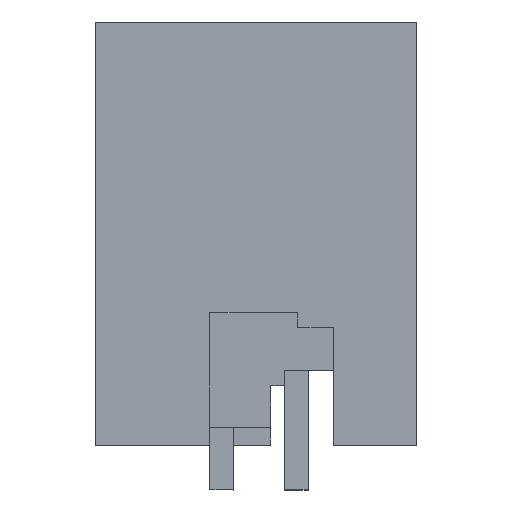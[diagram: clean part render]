
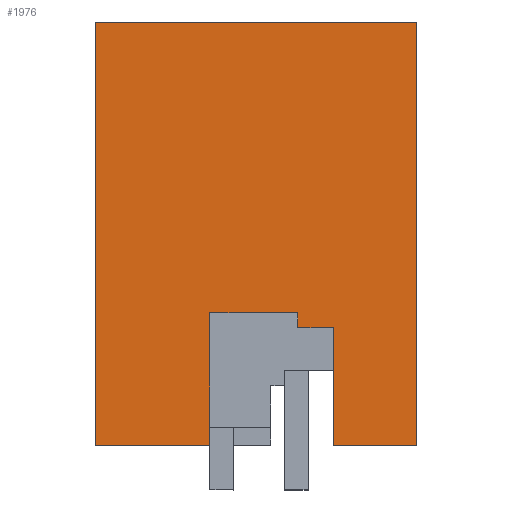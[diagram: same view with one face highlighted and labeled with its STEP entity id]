
A CAD part, left-side view. The second image highlights one B-rep face of the part: STEP entity #1976.
In plain terms, the highlighted planar face has unit normal (-1, 0, 0).
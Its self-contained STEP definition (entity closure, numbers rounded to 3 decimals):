
#1922=AXIS2_PLACEMENT_3D('Plane Axis2P3D',#1919,#1920,#1921) ;
#183=CARTESIAN_POINT('Vertex',(0.,10.8,15.7)) ;
#186=CARTESIAN_POINT('Line Origine',(0.,5.4,15.7)) ;
#190=CARTESIAN_POINT('Vertex',(0.,0.,15.7)) ;
#903=CARTESIAN_POINT('Vertex',(0.,0.,1.5)) ;
#906=CARTESIAN_POINT('Line Origine',(0.,0.,8.6)) ;
#923=CARTESIAN_POINT('Line Origine',(0.,1.4,1.5)) ;
#927=CARTESIAN_POINT('Vertex',(0.,2.8,1.5)) ;
#1269=CARTESIAN_POINT('Vertex',(0.,10.8,1.5)) ;
#1272=CARTESIAN_POINT('Line Origine',(0.,10.8,8.6)) ;
#1919=CARTESIAN_POINT('Axis2P3D Location',(0.,10.8,10.7)) ;
#1924=CARTESIAN_POINT('Line Origine',(0.,8.875,1.5)) ;
#1928=CARTESIAN_POINT('Vertex',(0.,6.95,1.5)) ;
#1931=CARTESIAN_POINT('Line Origine',(0.,6.95,3.725)) ;
#1935=CARTESIAN_POINT('Vertex',(0.,6.95,5.95)) ;
#1938=CARTESIAN_POINT('Line Origine',(0.,5.475,5.95)) ;
#1942=CARTESIAN_POINT('Vertex',(0.,4.,5.95)) ;
#1945=CARTESIAN_POINT('Line Origine',(0.,4.,5.7)) ;
#1949=CARTESIAN_POINT('Vertex',(0.,4.,5.45)) ;
#1952=CARTESIAN_POINT('Line Origine',(0.,3.4,5.45)) ;
#1956=CARTESIAN_POINT('Vertex',(0.,2.8,5.45)) ;
#1959=CARTESIAN_POINT('Line Origine',(0.,2.8,3.475)) ;
#187=DIRECTION('Vector Direction',(0.,-1.,0.)) ;
#907=DIRECTION('Vector Direction',(0.,0.,1.)) ;
#924=DIRECTION('Vector Direction',(0.,-1.,0.)) ;
#1273=DIRECTION('Vector Direction',(0.,0.,1.)) ;
#1920=DIRECTION('Axis2P3D Direction',(1.,0.,0.)) ;
#1921=DIRECTION('Axis2P3D XDirection',(0.,1.,0.)) ;
#1925=DIRECTION('Vector Direction',(0.,-1.,0.)) ;
#1932=DIRECTION('Vector Direction',(0.,0.,-1.)) ;
#1939=DIRECTION('Vector Direction',(0.,-1.,0.)) ;
#1946=DIRECTION('Vector Direction',(0.,0.,-1.)) ;
#1953=DIRECTION('Vector Direction',(0.,-1.,0.)) ;
#1960=DIRECTION('Vector Direction',(0.,0.,-1.)) ;
#188=VECTOR('Line Direction',#187,1.) ;
#908=VECTOR('Line Direction',#907,1.) ;
#925=VECTOR('Line Direction',#924,1.) ;
#1274=VECTOR('Line Direction',#1273,1.) ;
#1926=VECTOR('Line Direction',#1925,1.) ;
#1933=VECTOR('Line Direction',#1932,1.) ;
#1940=VECTOR('Line Direction',#1939,1.) ;
#1947=VECTOR('Line Direction',#1946,1.) ;
#1954=VECTOR('Line Direction',#1953,1.) ;
#1961=VECTOR('Line Direction',#1960,1.) ;
#1965=ORIENTED_EDGE('',*,*,#929,.T.) ;
#1966=ORIENTED_EDGE('',*,*,#910,.T.) ;
#1967=ORIENTED_EDGE('',*,*,#192,.F.) ;
#1968=ORIENTED_EDGE('',*,*,#1276,.F.) ;
#1969=ORIENTED_EDGE('',*,*,#1930,.T.) ;
#1970=ORIENTED_EDGE('',*,*,#1937,.F.) ;
#1971=ORIENTED_EDGE('',*,*,#1944,.T.) ;
#1972=ORIENTED_EDGE('',*,*,#1951,.T.) ;
#1973=ORIENTED_EDGE('',*,*,#1958,.T.) ;
#1974=ORIENTED_EDGE('',*,*,#1963,.T.) ;
#1976=ADVANCED_FACE('HOUSING',(#1975),#1923,.F.) ;
#192=EDGE_CURVE('',#184,#191,#189,.T.) ;
#910=EDGE_CURVE('',#904,#191,#909,.T.) ;
#929=EDGE_CURVE('',#928,#904,#926,.T.) ;
#1276=EDGE_CURVE('',#1270,#184,#1275,.T.) ;
#1930=EDGE_CURVE('',#1270,#1929,#1927,.T.) ;
#1937=EDGE_CURVE('',#1936,#1929,#1934,.T.) ;
#1944=EDGE_CURVE('',#1936,#1943,#1941,.T.) ;
#1951=EDGE_CURVE('',#1943,#1950,#1948,.T.) ;
#1958=EDGE_CURVE('',#1950,#1957,#1955,.T.) ;
#1963=EDGE_CURVE('',#1957,#928,#1962,.T.) ;
#1964=EDGE_LOOP('',(#1965,#1966,#1967,#1968,#1969,#1970,#1971,#1972,#1973,#1974)) ;
#1975=FACE_OUTER_BOUND('',#1964,.T.) ;
#189=LINE('Line',#186,#188) ;
#909=LINE('Line',#906,#908) ;
#926=LINE('Line',#923,#925) ;
#1275=LINE('Line',#1272,#1274) ;
#1927=LINE('Line',#1924,#1926) ;
#1934=LINE('Line',#1931,#1933) ;
#1941=LINE('Line',#1938,#1940) ;
#1948=LINE('Line',#1945,#1947) ;
#1955=LINE('Line',#1952,#1954) ;
#1962=LINE('Line',#1959,#1961) ;
#1923=PLANE('',#1922) ;
#184=VERTEX_POINT('',#183) ;
#191=VERTEX_POINT('',#190) ;
#904=VERTEX_POINT('',#903) ;
#928=VERTEX_POINT('',#927) ;
#1270=VERTEX_POINT('',#1269) ;
#1929=VERTEX_POINT('',#1928) ;
#1936=VERTEX_POINT('',#1935) ;
#1943=VERTEX_POINT('',#1942) ;
#1950=VERTEX_POINT('',#1949) ;
#1957=VERTEX_POINT('',#1956) ;
